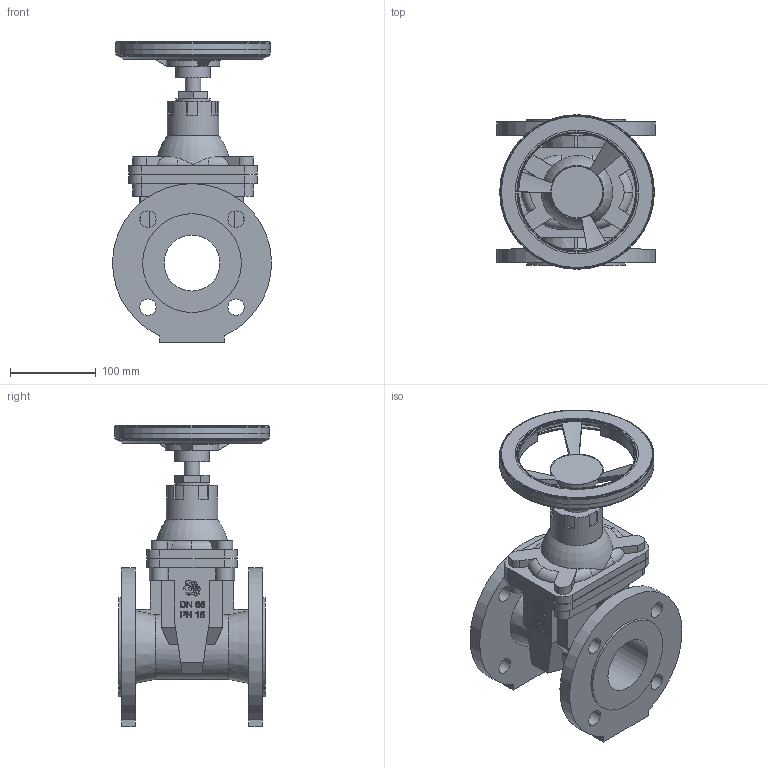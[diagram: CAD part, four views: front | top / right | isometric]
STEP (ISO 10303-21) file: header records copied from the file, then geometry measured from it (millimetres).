
FILE_DESCRIPTION(('STEP AP203'), '1');
FILE_NAME('3D_101-065-16', '', ('UNSPECIFIED'), ('UNSPECIFIED'), 'C3D Converter', 'C3D Toolkit', '');
FILE_SCHEMA(('CONFIG_CONTROL_DESIGN'));
Length unit declared in the file: millimetre
Bounding box: 184.86 x 180 x 350.5 mm (x, y, z)
Volume: 2356416 mm3; surface area: 366734.2 mm2
Topology: 2 solids, 2 shells, 3228 faces, 9518 edges, 6340 vertices
Faces by surface type: plane 3048, cone 91, cylinder 61, torus 28
Full cylindrical faces by diameter (mm): 18 x1, 19 x8, 40 x2, 58.921 x1, 60 x1, 65 x1, 115 x2, 140 x1, 176 x1, 180 x1
Entity records: 132266 total; most frequent: CARTESIAN_POINT 20223, ORIENTED_EDGE 18864, DIRECTION 16257, EDGE_CURVE 9432, LINE 9001, VECTOR 9001, VERTEX_POINT 6340, AXIS2_PLACEMENT_3D 3628
